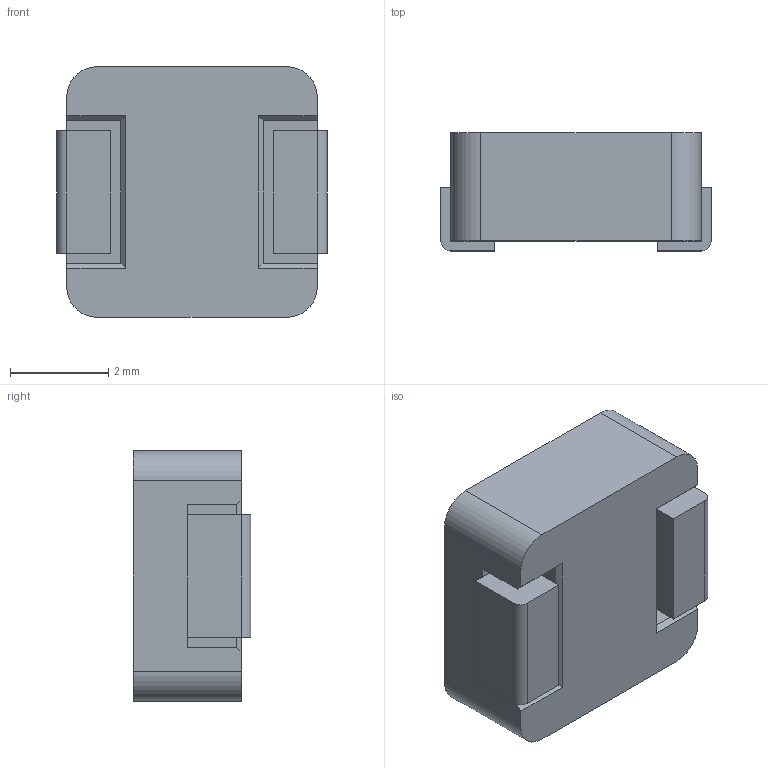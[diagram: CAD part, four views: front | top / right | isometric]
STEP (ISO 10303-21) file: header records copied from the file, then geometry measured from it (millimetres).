
FILE_DESCRIPTION (( 'STEP AP214' ), '1' );
FILE_NAME ('MGV05021R0M-10.STEP', '2021-04-27T11:23:43', ( '' ), ( '' ), 'SwSTEP 2.0', 'SolidWorks 2017', '' );
FILE_SCHEMA (( 'AUTOMOTIVE_DESIGN' ));
Length unit declared in the file: millimetre
Products named in the file (1): MGV05021R0M-10
Bounding box: 5.5 x 2.4 x 5.1 mm (x, y, z)
Volume: 56.6 mm3; surface area: 127.4 mm2
Topology: 3 solids, 3 shells, 38 faces, 92 edges, 60 vertices
Faces by surface type: plane 32, cylinder 6
Entity records: 1148 total; most frequent: CARTESIAN_POINT 191, ORIENTED_EDGE 184, DIRECTION 182, EDGE_CURVE 92, VECTOR 80, LINE 80, VERTEX_POINT 60, AXIS2_PLACEMENT_3D 51
